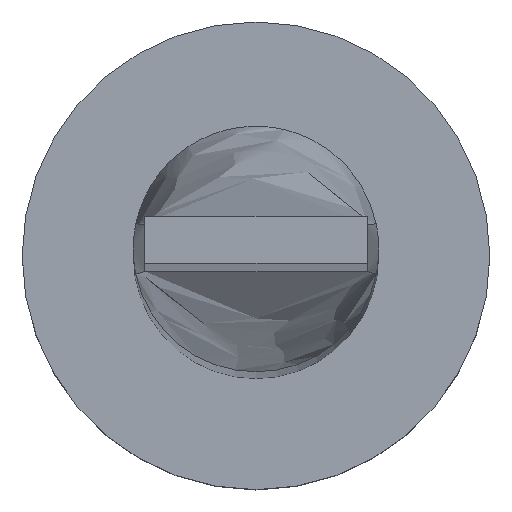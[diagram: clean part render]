
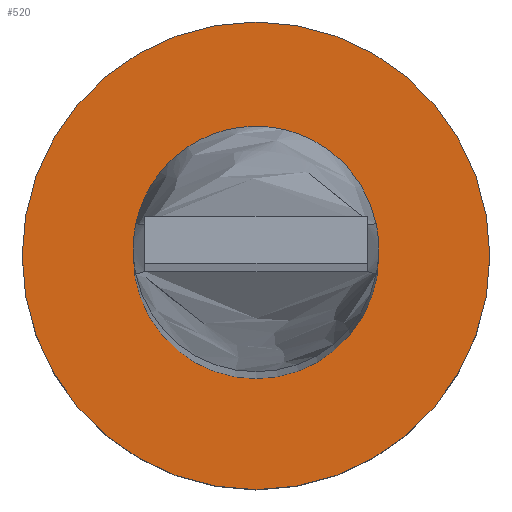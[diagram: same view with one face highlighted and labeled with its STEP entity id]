
A CAD part, top view. The second image highlights one B-rep face of the part: STEP entity #520.
In plain terms, the highlighted planar face has unit normal (0, 0, 1).
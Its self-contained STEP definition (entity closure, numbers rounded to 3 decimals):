
#1 = EDGE_CURVE ( 'NONE', #187, #110, #105, .T. ) ;
#14 = PLANE ( 'NONE',  #81 ) ;
#29 = VERTEX_POINT ( 'NONE', #498 ) ;
#32 = ORIENTED_EDGE ( 'NONE', *, *, #46, .T. ) ;
#44 = AXIS2_PLACEMENT_3D ( 'NONE', #513, #97, #297 ) ;
#46 = EDGE_CURVE ( 'NONE', #75, #29, #89, .T. ) ;
#75 = VERTEX_POINT ( 'NONE', #239 ) ;
#81 = AXIS2_PLACEMENT_3D ( 'NONE', #247, #329, #289 ) ;
#89 = CIRCLE ( 'NONE', #519, 4. ) ;
#97 = DIRECTION ( 'NONE',  ( 0., 0., 1. ) ) ;
#105 = CIRCLE ( 'NONE', #44, 2.1 ) ;
#110 = VERTEX_POINT ( 'NONE', #206 ) ;
#129 = CARTESIAN_POINT ( 'NONE',  ( 0., 0., 3. ) ) ;
#143 = ORIENTED_EDGE ( 'NONE', *, *, #1, .F. ) ;
#159 = DIRECTION ( 'NONE',  ( 1., 0., 0. ) ) ;
#187 = VERTEX_POINT ( 'NONE', #339 ) ;
#188 = EDGE_CURVE ( 'NONE', #110, #187, #427, .T. ) ;
#199 = DIRECTION ( 'NONE',  ( 1., 0., 0. ) ) ;
#204 = EDGE_LOOP ( 'NONE', ( #386, #32 ) ) ;
#206 = CARTESIAN_POINT ( 'NONE',  ( 2.1, 0., 3. ) ) ;
#211 = CIRCLE ( 'NONE', #355, 4. ) ;
#235 = DIRECTION ( 'NONE',  ( 0., 0., 1. ) ) ;
#239 = CARTESIAN_POINT ( 'NONE',  ( 4., 0., 3. ) ) ;
#247 = CARTESIAN_POINT ( 'NONE',  ( 0., 0., 3. ) ) ;
#269 = DIRECTION ( 'NONE',  ( 0., 0., 1. ) ) ;
#289 = DIRECTION ( 'NONE',  ( 1., 0., 0. ) ) ;
#297 = DIRECTION ( 'NONE',  ( 1., 0., 0. ) ) ;
#329 = DIRECTION ( 'NONE',  ( 0., 0., 1. ) ) ;
#336 = CARTESIAN_POINT ( 'NONE',  ( 0., 0., 3. ) ) ;
#339 = CARTESIAN_POINT ( 'NONE',  ( -2.1, 0., 3. ) ) ;
#355 = AXIS2_PLACEMENT_3D ( 'NONE', #554, #235, #159 ) ;
#362 = AXIS2_PLACEMENT_3D ( 'NONE', #129, #576, #434 ) ;
#378 = FACE_BOUND ( 'NONE', #509, .T. ) ;
#386 = ORIENTED_EDGE ( 'NONE', *, *, #414, .T. ) ;
#414 = EDGE_CURVE ( 'NONE', #29, #75, #211, .T. ) ;
#427 = CIRCLE ( 'NONE', #362, 2.1 ) ;
#434 = DIRECTION ( 'NONE',  ( 1., 0., 0. ) ) ;
#498 = CARTESIAN_POINT ( 'NONE',  ( -4., 0., 3. ) ) ;
#509 = EDGE_LOOP ( 'NONE', ( #143, #523 ) ) ;
#513 = CARTESIAN_POINT ( 'NONE',  ( 0., 0., 3. ) ) ;
#519 = AXIS2_PLACEMENT_3D ( 'NONE', #336, #269, #199 ) ;
#520 = ADVANCED_FACE ( 'NONE', ( #378, #550 ), #14, .T. ) ;
#523 = ORIENTED_EDGE ( 'NONE', *, *, #188, .F. ) ;
#550 = FACE_OUTER_BOUND ( 'NONE', #204, .T. ) ;
#554 = CARTESIAN_POINT ( 'NONE',  ( 0., 0., 3. ) ) ;
#576 = DIRECTION ( 'NONE',  ( 0., 0., 1. ) ) ;
